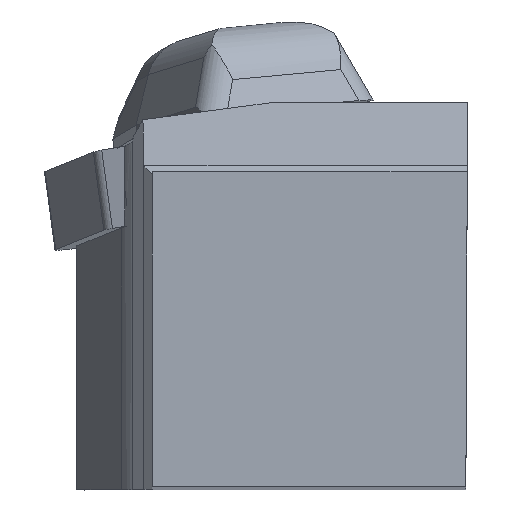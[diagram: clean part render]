
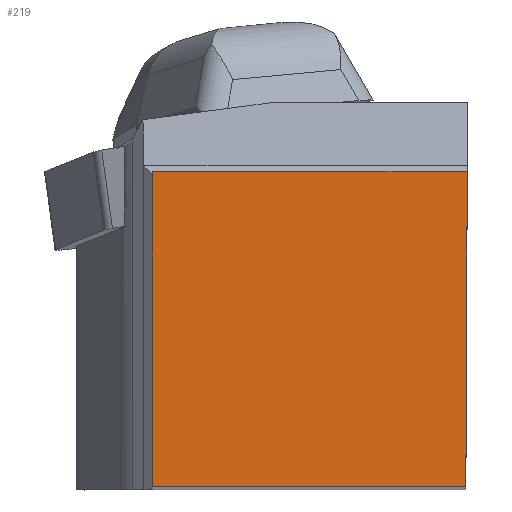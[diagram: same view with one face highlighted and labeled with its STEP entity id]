
A CAD part, top view. The second image highlights one B-rep face of the part: STEP entity #219.
In plain terms, the highlighted planar face has unit normal (0, 0, 1).
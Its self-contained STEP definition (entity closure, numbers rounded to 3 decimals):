
#151=FACE_OUTER_BOUND('',#626,.T.);
#219=ADVANCED_FACE('BLANK_BOXF006',(#151),#279,.F.);
#279=PLANE('',#1490);
#372=LINE('',#2170,#510);
#386=LINE('',#2199,#524);
#387=LINE('',#2201,#525);
#388=LINE('',#2203,#526);
#510=VECTOR('',#1713,1.);
#524=VECTOR('',#1739,1.);
#525=VECTOR('',#1742,1.);
#526=VECTOR('',#1743,1.);
#626=EDGE_LOOP('',(#828,#829,#830,#831));
#828=ORIENTED_EDGE('',*,*,#1262,.F.);
#829=ORIENTED_EDGE('',*,*,#1245,.F.);
#830=ORIENTED_EDGE('',*,*,#1261,.F.);
#831=ORIENTED_EDGE('',*,*,#1263,.F.);
#1103=VERTEX_POINT('',#2169);
#1104=VERTEX_POINT('',#2171);
#1112=VERTEX_POINT('',#2198);
#1113=VERTEX_POINT('',#2202);
#1245=EDGE_CURVE('',#1103,#1104,#372,.T.);
#1261=EDGE_CURVE('',#1112,#1103,#386,.T.);
#1262=EDGE_CURVE('',#1104,#1113,#387,.T.);
#1263=EDGE_CURVE('',#1113,#1112,#388,.T.);
#1490=AXIS2_PLACEMENT_3D('',#2204,#1744,#1745);
#1713=DIRECTION('',(-1.,0.,0.));
#1739=DIRECTION('',(-0.004,-1.,0.));
#1742=DIRECTION('',(0.,1.,0.));
#1743=DIRECTION('',(1.,0.,0.));
#1744=DIRECTION('',(0.,0.,-1.));
#1745=DIRECTION('',(-1.,0.,0.));
#2169=CARTESIAN_POINT('',(-0.083,0.,0.));
#2170=CARTESIAN_POINT('',(125.3,0.,0.));
#2171=CARTESIAN_POINT('',(-18.923,0.,0.));
#2198=CARTESIAN_POINT('',(0.,18.923,0.));
#2199=CARTESIAN_POINT('',(0.464,125.299,0.));
#2201=CARTESIAN_POINT('',(-18.923,-125.3,0.));
#2202=CARTESIAN_POINT('',(-18.923,18.923,0.));
#2203=CARTESIAN_POINT('',(-125.3,18.923,0.));
#2204=CARTESIAN_POINT('',(-36.4,-5.,0.));
